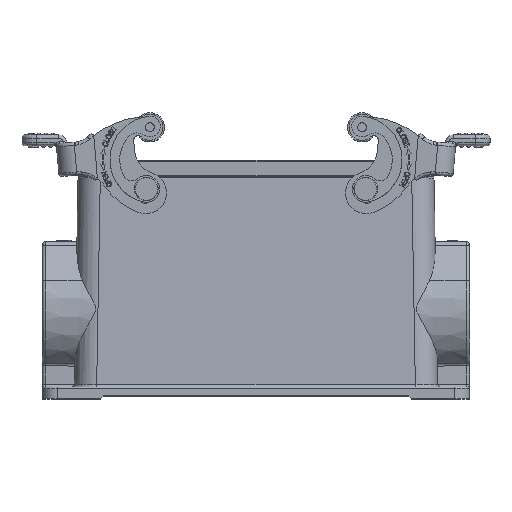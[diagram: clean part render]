
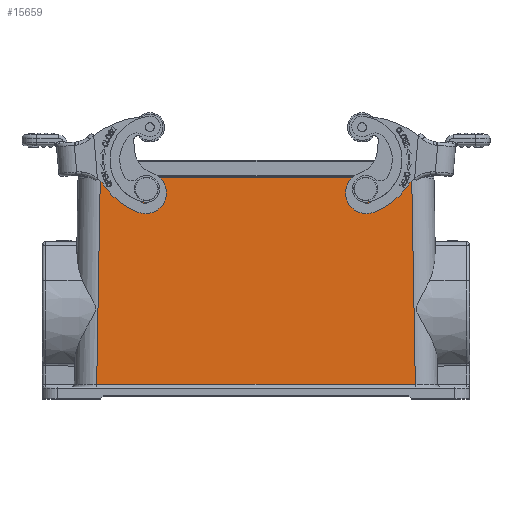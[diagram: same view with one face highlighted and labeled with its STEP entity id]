
A CAD part, top view. The second image highlights one B-rep face of the part: STEP entity #15659.
In plain terms, the highlighted planar face has unit normal (0, 0.018, 1).
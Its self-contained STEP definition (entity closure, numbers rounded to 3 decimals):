
#9212=FACE_BOUND('',#18812,.T.);
#9213=FACE_BOUND('',#18813,.T.);
#9214=FACE_BOUND('',#18814,.T.);
#10460=PLANE('',#37581);
#11995=LINE('',#55718,#13918);
#12050=LINE('',#56314,#13973);
#12267=LINE('',#59150,#14190);
#12268=LINE('',#59152,#14191);
#13918=VECTOR('',#42851,1.);
#13973=VECTOR('',#43210,1.);
#14190=VECTOR('',#44153,1.);
#14191=VECTOR('',#44156,1.);
#15659=ADVANCED_FACE('',(#9212,#9213,#9214),#10460,.T.);
#18812=EDGE_LOOP('',(#27237,#27238,#27239,#27240));
#18813=EDGE_LOOP('',(#27241,#27242,#27243,#27244));
#18814=EDGE_LOOP('',(#27245,#27246,#27247,#27248));
#19799=B_SPLINE_CURVE_WITH_KNOTS('',3,(#55201,#55202,#55203,#55204),
 .UNSPECIFIED.,.F.,.F.,(4,4),(0.,1.),.UNSPECIFIED.);
#19800=B_SPLINE_CURVE_WITH_KNOTS('',3,(#55206,#55207,#55208,#55209),
 .UNSPECIFIED.,.F.,.F.,(4,4),(0.,1.),.UNSPECIFIED.);
#19801=B_SPLINE_CURVE_WITH_KNOTS('',3,(#55211,#55212,#55213,#55214,#55215,
#55216),.UNSPECIFIED.,.F.,.F.,(4,2,4),(0.,0.5,1.),.UNSPECIFIED.);
#19802=B_SPLINE_CURVE_WITH_KNOTS('',3,(#55218,#55219,#55220,#55221,#55222,
#55223),.UNSPECIFIED.,.F.,.F.,(4,2,4),(0.,0.5,1.),.UNSPECIFIED.);
#19805=B_SPLINE_CURVE_WITH_KNOTS('',3,(#55593,#55594,#55595,#55596),
 .UNSPECIFIED.,.F.,.F.,(4,4),(0.,1.),.UNSPECIFIED.);
#19806=B_SPLINE_CURVE_WITH_KNOTS('',3,(#55598,#55599,#55600,#55601),
 .UNSPECIFIED.,.F.,.F.,(4,4),(0.,1.),.UNSPECIFIED.);
#19807=B_SPLINE_CURVE_WITH_KNOTS('',3,(#55603,#55604,#55605,#55606,#55607,
#55608),.UNSPECIFIED.,.F.,.F.,(4,2,4),(0.,0.5,1.),.UNSPECIFIED.);
#19808=B_SPLINE_CURVE_WITH_KNOTS('',3,(#55610,#55611,#55612,#55613,#55614,
#55615),.UNSPECIFIED.,.F.,.F.,(4,2,4),(0.,0.5,1.),.UNSPECIFIED.);
#27237=ORIENTED_EDGE('',*,*,#33940,.T.);
#27238=ORIENTED_EDGE('',*,*,#33939,.T.);
#27239=ORIENTED_EDGE('',*,*,#33942,.T.);
#27240=ORIENTED_EDGE('',*,*,#33941,.T.);
#27241=ORIENTED_EDGE('',*,*,#34122,.T.);
#27242=ORIENTED_EDGE('',*,*,#34121,.T.);
#27243=ORIENTED_EDGE('',*,*,#34124,.T.);
#27244=ORIENTED_EDGE('',*,*,#34123,.T.);
#27245=ORIENTED_EDGE('',*,*,#34328,.T.);
#27246=ORIENTED_EDGE('',*,*,#34879,.F.);
#27247=ORIENTED_EDGE('',*,*,#34144,.T.);
#27248=ORIENTED_EDGE('',*,*,#34878,.F.);
#30342=VERTEX_POINT('',#55195);
#30343=VERTEX_POINT('',#55200);
#30344=VERTEX_POINT('',#55205);
#30345=VERTEX_POINT('',#55217);
#30471=VERTEX_POINT('',#55587);
#30472=VERTEX_POINT('',#55592);
#30473=VERTEX_POINT('',#55597);
#30474=VERTEX_POINT('',#55609);
#30487=VERTEX_POINT('',#55693);
#30489=VERTEX_POINT('',#55717);
#30608=VERTEX_POINT('',#56235);
#30620=VERTEX_POINT('',#56302);
#33939=EDGE_CURVE('',#30344,#30343,#19799,.T.);
#33940=EDGE_CURVE('',#30342,#30344,#19800,.T.);
#33941=EDGE_CURVE('',#30345,#30342,#19801,.T.);
#33942=EDGE_CURVE('',#30343,#30345,#19802,.T.);
#34121=EDGE_CURVE('',#30473,#30472,#19805,.T.);
#34122=EDGE_CURVE('',#30471,#30473,#19806,.T.);
#34123=EDGE_CURVE('',#30474,#30471,#19807,.T.);
#34124=EDGE_CURVE('',#30472,#30474,#19808,.T.);
#34144=EDGE_CURVE('',#30487,#30489,#11995,.T.);
#34328=EDGE_CURVE('',#30620,#30608,#12050,.T.);
#34878=EDGE_CURVE('',#30620,#30489,#12267,.T.);
#34879=EDGE_CURVE('',#30487,#30608,#12268,.T.);
#37581=AXIS2_PLACEMENT_3D('',#59153,#44157,#44158);
#42851=DIRECTION('',(1.,0.,0.));
#43210=DIRECTION('',(-1.,0.,0.));
#44153=DIRECTION('',(0.017,-1.,0.017));
#44156=DIRECTION('',(0.017,1.,-0.017));
#44157=DIRECTION('',(0.,0.017,1.));
#44158=DIRECTION('',(0.,-1.,0.017));
#55195=CARTESIAN_POINT('',(107.689,71.002,-6.43));
#55200=CARTESIAN_POINT('',(112.318,70.597,-6.423));
#55201=CARTESIAN_POINT('',(110.199,73.075,-6.466));
#55202=CARTESIAN_POINT('',(111.414,72.97,-6.465));
#55203=CARTESIAN_POINT('',(112.403,71.818,-6.444));
#55204=CARTESIAN_POINT('',(112.318,70.597,-6.423));
#55205=CARTESIAN_POINT('',(110.199,73.075,-6.466));
#55206=CARTESIAN_POINT('',(107.689,71.002,-6.43));
#55207=CARTESIAN_POINT('',(107.817,72.216,-6.451));
#55208=CARTESIAN_POINT('',(108.985,73.179,-6.468));
#55209=CARTESIAN_POINT('',(110.199,73.075,-6.466));
#55211=CARTESIAN_POINT('',(109.794,68.445,-6.386));
#55212=CARTESIAN_POINT('',(109.173,68.5,-6.387));
#55213=CARTESIAN_POINT('',(108.597,68.807,-6.392));
#55214=CARTESIAN_POINT('',(107.813,69.76,-6.409));
#55215=CARTESIAN_POINT('',(107.624,70.382,-6.419));
#55216=CARTESIAN_POINT('',(107.689,71.002,-6.43));
#55217=CARTESIAN_POINT('',(109.794,68.445,-6.386));
#55218=CARTESIAN_POINT('',(112.318,70.597,-6.423));
#55219=CARTESIAN_POINT('',(112.274,69.975,-6.412));
#55220=CARTESIAN_POINT('',(111.979,69.393,-6.402));
#55221=CARTESIAN_POINT('',(111.038,68.59,-6.388));
#55222=CARTESIAN_POINT('',(110.417,68.389,-6.385));
#55223=CARTESIAN_POINT('',(109.794,68.445,-6.386));
#55587=CARTESIAN_POINT('',(33.682,70.597,-6.423));
#55592=CARTESIAN_POINT('',(38.311,71.002,-6.43));
#55593=CARTESIAN_POINT('',(35.801,73.075,-6.466));
#55594=CARTESIAN_POINT('',(37.014,73.179,-6.468));
#55595=CARTESIAN_POINT('',(38.183,72.217,-6.451));
#55596=CARTESIAN_POINT('',(38.311,71.002,-6.43));
#55597=CARTESIAN_POINT('',(35.801,73.075,-6.466));
#55598=CARTESIAN_POINT('',(33.682,70.597,-6.423));
#55599=CARTESIAN_POINT('',(33.597,71.817,-6.444));
#55600=CARTESIAN_POINT('',(34.585,72.97,-6.465));
#55601=CARTESIAN_POINT('',(35.801,73.075,-6.466));
#55603=CARTESIAN_POINT('',(36.206,68.445,-6.386));
#55604=CARTESIAN_POINT('',(35.584,68.389,-6.385));
#55605=CARTESIAN_POINT('',(34.962,68.59,-6.388));
#55606=CARTESIAN_POINT('',(34.021,69.393,-6.402));
#55607=CARTESIAN_POINT('',(33.726,69.974,-6.412));
#55608=CARTESIAN_POINT('',(33.682,70.597,-6.423));
#55609=CARTESIAN_POINT('',(36.206,68.445,-6.386));
#55610=CARTESIAN_POINT('',(38.311,71.002,-6.43));
#55611=CARTESIAN_POINT('',(38.376,70.383,-6.419));
#55612=CARTESIAN_POINT('',(38.187,69.76,-6.409));
#55613=CARTESIAN_POINT('',(37.403,68.806,-6.392));
#55614=CARTESIAN_POINT('',(36.828,68.5,-6.387));
#55615=CARTESIAN_POINT('',(36.206,68.445,-6.386));
#55693=CARTESIAN_POINT('',(19.277,4.983,-5.278));
#55717=CARTESIAN_POINT('',(126.723,4.983,-5.278));
#55718=CARTESIAN_POINT('',(19.277,4.983,-5.278));
#56235=CARTESIAN_POINT('',(20.49,74.509,-6.491));
#56302=CARTESIAN_POINT('',(125.51,74.509,-6.491));
#56314=CARTESIAN_POINT('',(125.51,74.509,-6.491));
#59150=CARTESIAN_POINT('',(125.51,74.509,-6.491));
#59152=CARTESIAN_POINT('',(19.277,4.983,-5.278));
#59153=CARTESIAN_POINT('',(73.,39.746,-5.885));
